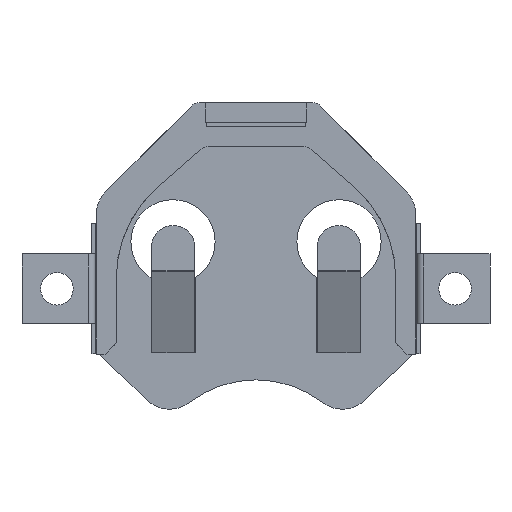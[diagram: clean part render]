
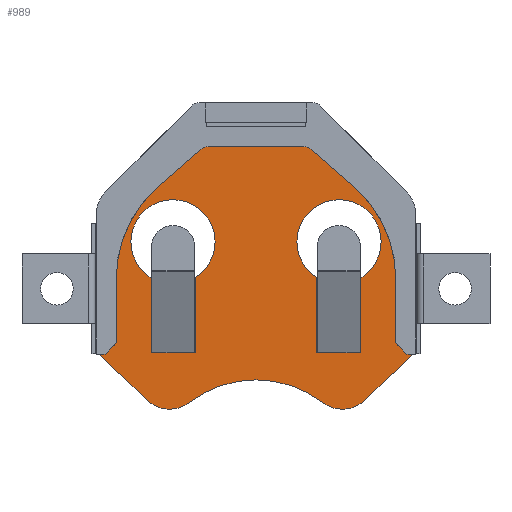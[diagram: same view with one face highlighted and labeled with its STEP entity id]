
A CAD part, front view. The second image highlights one B-rep face of the part: STEP entity #989.
In plain terms, the highlighted planar face has unit normal (0, -1, 0).
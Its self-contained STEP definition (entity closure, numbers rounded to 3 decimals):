
#216 = VERTEX_POINT('',#217);
#217 = CARTESIAN_POINT('',(-4.959,-4.175,
    -9.781));
#223 = EDGE_CURVE('',#216,#224,#226,.T.);
#224 = VERTEX_POINT('',#225);
#225 = CARTESIAN_POINT('',(-6.6,-4.175,
    -9.118));
#226 = CIRCLE('',#227,2.362);
#227 = AXIS2_PLACEMENT_3D('',#228,#229,#230);
#228 = CARTESIAN_POINT('',(-4.959,-4.175,
    -7.419));
#229 = DIRECTION('',(0.,1.,0.));
#230 = DIRECTION('',(0.,0.,-1.));
#258 = VERTEX_POINT('',#259);
#259 = CARTESIAN_POINT('',(7.595,-4.175,
    -9.781));
#265 = EDGE_CURVE('',#258,#266,#268,.T.);
#266 = VERTEX_POINT('',#267);
#267 = CARTESIAN_POINT('',(6.154,-4.175,-9.29
    ));
#268 = CIRCLE('',#269,2.362);
#269 = AXIS2_PLACEMENT_3D('',#270,#271,#272);
#270 = CARTESIAN_POINT('',(7.595,-4.175,
    -7.419));
#271 = DIRECTION('',(0.,1.,0.));
#272 = DIRECTION('',(0.,0.,1.));
#487 = VERTEX_POINT('',#488);
#488 = CARTESIAN_POINT('',(-3.14,-4.175,
    -5.688));
#494 = EDGE_CURVE('',#495,#487,#497,.T.);
#495 = VERTEX_POINT('',#496);
#496 = CARTESIAN_POINT('',(-3.114,-4.175,
    -5.688));
#497 = LINE('',#498,#499);
#498 = CARTESIAN_POINT('',(-6.289,-4.175,
    -5.688));
#499 = VECTOR('',#500,1.);
#500 = DIRECTION('',(-1.,-0.,0.));
#693 = VERTEX_POINT('',#694);
#694 = CARTESIAN_POINT('',(8.9,-4.175,
    -5.688));
#700 = EDGE_CURVE('',#701,#693,#703,.T.);
#701 = VERTEX_POINT('',#702);
#702 = CARTESIAN_POINT('',(8.925,-4.175,
    -5.688));
#703 = LINE('',#704,#705);
#704 = CARTESIAN_POINT('',(8.925,-4.175,
    -5.688));
#705 = VECTOR('',#706,1.);
#706 = DIRECTION('',(-1.,0.,0.));
#989 = ADVANCED_FACE('',(#990,#1032,#1115),#1157,.F.);
#990 = FACE_BOUND('',#991,.T.);
#991 = EDGE_LOOP('',(#992,#1002,#1011,#1017,#1018,#1026));
#992 = ORIENTED_EDGE('',*,*,#993,.T.);
#993 = EDGE_CURVE('',#994,#996,#998,.T.);
#994 = VERTEX_POINT('',#995);
#995 = CARTESIAN_POINT('',(-6.289,-4.175,
    -5.688));
#996 = VERTEX_POINT('',#997);
#997 = CARTESIAN_POINT('',(-6.289,-4.175,
    -0.235));
#998 = LINE('',#999,#1000);
#999 = CARTESIAN_POINT('',(-6.289,-4.175,
    -0.235));
#1000 = VECTOR('',#1001,1.);
#1001 = DIRECTION('',(0.,0.,1.));
#1002 = ORIENTED_EDGE('',*,*,#1003,.T.);
#1003 = EDGE_CURVE('',#996,#1004,#1006,.T.);
#1004 = VERTEX_POINT('',#1005);
#1005 = CARTESIAN_POINT('',(-3.114,-4.175,
    -0.22));
#1006 = CIRCLE('',#1007,3.061);
#1007 = AXIS2_PLACEMENT_3D('',#1008,#1009,#1010);
#1008 = CARTESIAN_POINT('',(-4.715,-4.175,
    2.389));
#1009 = DIRECTION('',(0.,1.,0.));
#1010 = DIRECTION('',(0.,0.,-1.));
#1011 = ORIENTED_EDGE('',*,*,#1012,.T.);
#1012 = EDGE_CURVE('',#1004,#495,#1013,.T.);
#1013 = LINE('',#1014,#1015);
#1014 = CARTESIAN_POINT('',(-3.114,-4.175,
    -5.688));
#1015 = VECTOR('',#1016,1.);
#1016 = DIRECTION('',(-0.,-0.,-1.));
#1017 = ORIENTED_EDGE('',*,*,#494,.T.);
#1018 = ORIENTED_EDGE('',*,*,#1019,.T.);
#1019 = EDGE_CURVE('',#487,#1020,#1022,.T.);
#1020 = VERTEX_POINT('',#1021);
#1021 = CARTESIAN_POINT('',(-6.264,-4.175,
    -5.688));
#1022 = LINE('',#1023,#1024);
#1023 = CARTESIAN_POINT('',(-6.264,-4.175,
    -5.688));
#1024 = VECTOR('',#1025,1.);
#1025 = DIRECTION('',(-1.,0.,0.));
#1026 = ORIENTED_EDGE('',*,*,#1027,.T.);
#1027 = EDGE_CURVE('',#1020,#994,#1028,.T.);
#1028 = LINE('',#1029,#1030);
#1029 = CARTESIAN_POINT('',(-6.289,-4.175,
    -5.688));
#1030 = VECTOR('',#1031,1.);
#1031 = DIRECTION('',(-1.,-0.,0.));
#1032 = FACE_BOUND('',#1033,.T.);
#1033 = EDGE_LOOP('',(#1034,#1044,#1052,#1060,#1068,#1074,#1075,#1084,
    #1091,#1092,#1101,#1109));
#1034 = ORIENTED_EDGE('',*,*,#1035,.F.);
#1035 = EDGE_CURVE('',#1036,#1038,#1040,.T.);
#1036 = VERTEX_POINT('',#1037);
#1037 = CARTESIAN_POINT('',(5.102,-4.175,
    10.517));
#1038 = VERTEX_POINT('',#1039);
#1039 = CARTESIAN_POINT('',(12.735,-4.175,
    3.685));
#1040 = LINE('',#1041,#1042);
#1041 = CARTESIAN_POINT('',(5.102,-4.175,
    10.517));
#1042 = VECTOR('',#1043,1.);
#1043 = DIRECTION('',(0.745,0.,-0.667));
#1044 = ORIENTED_EDGE('',*,*,#1045,.F.);
#1045 = EDGE_CURVE('',#1046,#1036,#1048,.T.);
#1046 = VERTEX_POINT('',#1047);
#1047 = CARTESIAN_POINT('',(-2.467,-4.175,
    10.517));
#1048 = LINE('',#1049,#1050);
#1049 = CARTESIAN_POINT('',(-2.467,-4.175,
    10.517));
#1050 = VECTOR('',#1051,1.);
#1051 = DIRECTION('',(1.,0.,0.));
#1052 = ORIENTED_EDGE('',*,*,#1053,.F.);
#1053 = EDGE_CURVE('',#1054,#1046,#1056,.T.);
#1054 = VERTEX_POINT('',#1055);
#1055 = CARTESIAN_POINT('',(-10.099,-4.175,
    3.685));
#1056 = LINE('',#1057,#1058);
#1057 = CARTESIAN_POINT('',(-2.467,-4.175,
    10.517));
#1058 = VECTOR('',#1059,1.);
#1059 = DIRECTION('',(0.745,0.,0.667));
#1060 = ORIENTED_EDGE('',*,*,#1061,.F.);
#1061 = EDGE_CURVE('',#1062,#1054,#1064,.T.);
#1062 = VERTEX_POINT('',#1063);
#1063 = CARTESIAN_POINT('',(-10.099,-4.175,
    -5.739));
#1064 = LINE('',#1065,#1066);
#1065 = CARTESIAN_POINT('',(-10.099,-4.175,
    3.685));
#1066 = VECTOR('',#1067,1.);
#1067 = DIRECTION('',(0.,0.,1.));
#1068 = ORIENTED_EDGE('',*,*,#1069,.F.);
#1069 = EDGE_CURVE('',#224,#1062,#1070,.T.);
#1070 = LINE('',#1071,#1072);
#1071 = CARTESIAN_POINT('',(-10.099,-4.175,
    -5.739));
#1072 = VECTOR('',#1073,1.);
#1073 = DIRECTION('',(-0.719,0.,0.695));
#1074 = ORIENTED_EDGE('',*,*,#223,.F.);
#1075 = ORIENTED_EDGE('',*,*,#1076,.F.);
#1076 = EDGE_CURVE('',#1077,#216,#1079,.T.);
#1077 = VERTEX_POINT('',#1078);
#1078 = CARTESIAN_POINT('',(-3.518,-4.175,
    -9.29));
#1079 = CIRCLE('',#1080,2.362);
#1080 = AXIS2_PLACEMENT_3D('',#1081,#1082,#1083);
#1081 = CARTESIAN_POINT('',(-4.959,-4.175,
    -7.419));
#1082 = DIRECTION('',(0.,1.,0.));
#1083 = DIRECTION('',(0.,0.,-1.));
#1084 = ORIENTED_EDGE('',*,*,#1085,.F.);
#1085 = EDGE_CURVE('',#266,#1077,#1086,.T.);
#1086 = CIRCLE('',#1087,7.925);
#1087 = AXIS2_PLACEMENT_3D('',#1088,#1089,#1090);
#1088 = CARTESIAN_POINT('',(1.318,-4.175,
    -15.568));
#1089 = DIRECTION('',(0.,-1.,0.));
#1090 = DIRECTION('',(0.,0.,1.));
#1091 = ORIENTED_EDGE('',*,*,#265,.F.);
#1092 = ORIENTED_EDGE('',*,*,#1093,.F.);
#1093 = EDGE_CURVE('',#1094,#258,#1096,.T.);
#1094 = VERTEX_POINT('',#1095);
#1095 = CARTESIAN_POINT('',(9.236,-4.175,
    -9.118));
#1096 = CIRCLE('',#1097,2.362);
#1097 = AXIS2_PLACEMENT_3D('',#1098,#1099,#1100);
#1098 = CARTESIAN_POINT('',(7.595,-4.175,
    -7.419));
#1099 = DIRECTION('',(0.,1.,0.));
#1100 = DIRECTION('',(0.,0.,1.));
#1101 = ORIENTED_EDGE('',*,*,#1102,.F.);
#1102 = EDGE_CURVE('',#1103,#1094,#1105,.T.);
#1103 = VERTEX_POINT('',#1104);
#1104 = CARTESIAN_POINT('',(12.735,-4.175,
    -5.739));
#1105 = LINE('',#1106,#1107);
#1106 = CARTESIAN_POINT('',(12.735,-4.175,
    -5.739));
#1107 = VECTOR('',#1108,1.);
#1108 = DIRECTION('',(-0.719,0.,-0.695));
#1109 = ORIENTED_EDGE('',*,*,#1110,.F.);
#1110 = EDGE_CURVE('',#1038,#1103,#1111,.T.);
#1111 = LINE('',#1112,#1113);
#1112 = CARTESIAN_POINT('',(12.735,-4.175,
    3.685));
#1113 = VECTOR('',#1114,1.);
#1114 = DIRECTION('',(0.,0.,-1.));
#1115 = FACE_BOUND('',#1116,.T.);
#1116 = EDGE_LOOP('',(#1117,#1128,#1134,#1135,#1143,#1151));
#1117 = ORIENTED_EDGE('',*,*,#1118,.T.);
#1118 = EDGE_CURVE('',#1119,#1121,#1123,.T.);
#1119 = VERTEX_POINT('',#1120);
#1120 = CARTESIAN_POINT('',(5.75,-4.175,
    -0.22));
#1121 = VERTEX_POINT('',#1122);
#1122 = CARTESIAN_POINT('',(8.925,-4.175,
    -0.235));
#1123 = CIRCLE('',#1124,3.061);
#1124 = AXIS2_PLACEMENT_3D('',#1125,#1126,#1127);
#1125 = CARTESIAN_POINT('',(7.35,-4.175,
    2.389));
#1126 = DIRECTION('',(0.,1.,0.));
#1127 = DIRECTION('',(0.,0.,1.));
#1128 = ORIENTED_EDGE('',*,*,#1129,.T.);
#1129 = EDGE_CURVE('',#1121,#701,#1130,.T.);
#1130 = LINE('',#1131,#1132);
#1131 = CARTESIAN_POINT('',(8.925,-4.175,
    -0.235));
#1132 = VECTOR('',#1133,1.);
#1133 = DIRECTION('',(0.,0.,-1.));
#1134 = ORIENTED_EDGE('',*,*,#700,.T.);
#1135 = ORIENTED_EDGE('',*,*,#1136,.F.);
#1136 = EDGE_CURVE('',#1137,#693,#1139,.T.);
#1137 = VERTEX_POINT('',#1138);
#1138 = CARTESIAN_POINT('',(5.776,-4.175,
    -5.688));
#1139 = LINE('',#1140,#1141);
#1140 = CARTESIAN_POINT('',(8.9,-4.175,
    -5.688));
#1141 = VECTOR('',#1142,1.);
#1142 = DIRECTION('',(1.,0.,0.));
#1143 = ORIENTED_EDGE('',*,*,#1144,.T.);
#1144 = EDGE_CURVE('',#1137,#1145,#1147,.T.);
#1145 = VERTEX_POINT('',#1146);
#1146 = CARTESIAN_POINT('',(5.75,-4.175,
    -5.688));
#1147 = LINE('',#1148,#1149);
#1148 = CARTESIAN_POINT('',(8.925,-4.175,
    -5.688));
#1149 = VECTOR('',#1150,1.);
#1150 = DIRECTION('',(-1.,0.,0.));
#1151 = ORIENTED_EDGE('',*,*,#1152,.T.);
#1152 = EDGE_CURVE('',#1145,#1119,#1153,.T.);
#1153 = LINE('',#1154,#1155);
#1154 = CARTESIAN_POINT('',(5.75,-4.175,
    -5.688));
#1155 = VECTOR('',#1156,1.);
#1156 = DIRECTION('',(0.,0.,1.));
#1157 = PLANE('',#1158);
#1158 = AXIS2_PLACEMENT_3D('',#1159,#1160,#1161);
#1159 = CARTESIAN_POINT('',(7.595,-4.175,
    -7.419));
#1160 = DIRECTION('',(0.,1.,0.));
#1161 = DIRECTION('',(0.,0.,1.));
